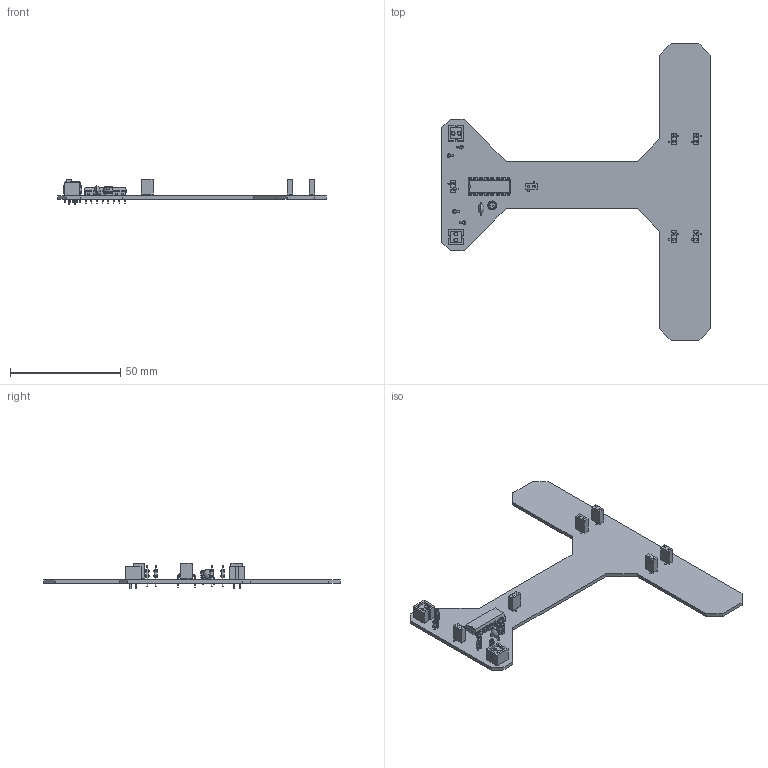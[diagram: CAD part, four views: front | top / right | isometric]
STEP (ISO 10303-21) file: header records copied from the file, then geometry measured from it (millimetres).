
FILE_DESCRIPTION(('KiCad electronic assembly'),'2;1');
FILE_NAME('Seguidor de linea.step','2020-07-04T04:47:08',('An Author'),( 'A Company'),'Open CASCADE STEP processor 6.9', 'KiCad to STEP converter','Unknown');
FILE_SCHEMA(('AUTOMOTIVE_DESIGN { 1 0 10303 214 1 1 1 1 }'));
Length unit declared in the file: millimetre
Products named in the file (16): Open CASCADE STEP translator 6.9 1; Vishay_CNY70; SOLID; R_Axial_DIN0204_L3.6mm_D1.6mm_P1.90mm_Vertical; CP_Radial_D4.0mm_P2.00mm; C_Disc_D4.7mm_W2.5mm_P5.00mm; DIP-16_W7.62mm; PinSocket_1x02_P2.54mm_Vertical_SMD_Pin1Left; PinSocket_1x02_P2.54mm_Vertical_SMD_Pin1Right; COMPOUND
Assembly tree (23 placements, depth 3):
  Open CASCADE STEP translator 6.9 1
    Vishay_CNY70  x2
      SOLID
    R_Axial_DIN0204_L3.6mm_D1.6mm_P1.90mm_Vertical  x4
      SOLID
    CP_Radial_D4.0mm_P2.00mm
      SOLID
    C_Disc_D4.7mm_W2.5mm_P5.00mm
      SOLID
    DIP-16_W7.62mm
      SOLID
    PinSocket_1x02_P2.54mm_Vertical_SMD_Pin1Left  x2
      SOLID
    PinSocket_1x02_P2.54mm_Vertical_SMD_Pin1Right  x4
      SOLID
    COMPOUND
Bounding box: 121.92 x 134.62 x 11.4 mm (x, y, z)
Volume: 11152.6 mm3; surface area: 15624.4 mm2
Topology: 16 solids, 17 shells, 1042 faces, 2610 edges, 1668 vertices
Faces by surface type: plane 823, cylinder 151, bspline 36, torus 22, revolution 8, sphere 2
Full cylindrical faces by diameter (mm): 0.3 x2, 0.5 x20, 0.6 x2, 0.7 x8, 0.8 x26, 1.44 x4, 1.6 x8
Entity records: 47937 total; most frequent: CARTESIAN_POINT 10976, DIRECTION 6028, LINE 4216, VECTOR 4216, ORIENTED_EDGE 3250, PCURVE 3250, DEFINITIONAL_REPRESENTATION 3250, EDGE_CURVE 1625
